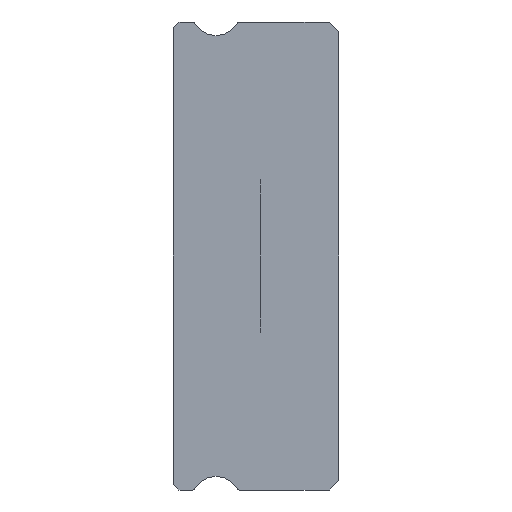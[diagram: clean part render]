
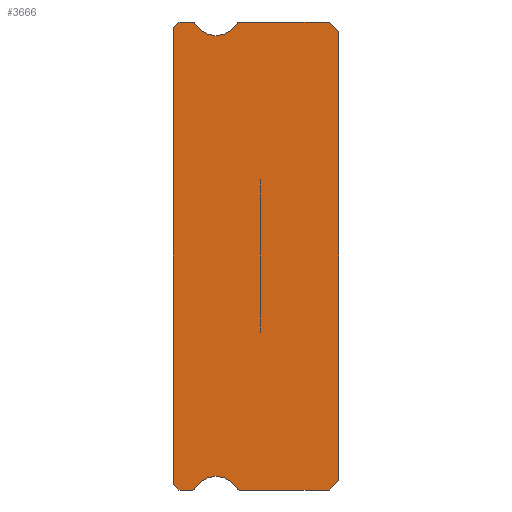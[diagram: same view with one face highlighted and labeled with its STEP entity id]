
A CAD part, left-side view. The second image highlights one B-rep face of the part: STEP entity #3666.
In plain terms, the highlighted planar face has unit normal (-1, 0, 0).
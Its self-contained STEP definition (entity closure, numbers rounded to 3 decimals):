
#35 = EDGE_CURVE ( 'NONE', #3328, #4890, #872, .T. ) ;
#177 = CIRCLE ( 'NONE', #3180, 0.15 ) ;
#201 = VERTEX_POINT ( 'NONE', #4972 ) ;
#255 = LINE ( 'NONE', #2936, #1012 ) ;
#307 = DIRECTION ( 'NONE',  ( 1., 0., 0. ) ) ;
#338 = ORIENTED_EDGE ( 'NONE', *, *, #3529, .T. ) ;
#433 = ORIENTED_EDGE ( 'NONE', *, *, #4187, .T. ) ;
#452 = LINE ( 'NONE', #2828, #3030 ) ;
#461 = CARTESIAN_POINT ( 'NONE',  ( -5., 7.512, -12. ) ) ;
#545 = PLANE ( 'NONE',  #4340 ) ;
#552 = EDGE_CURVE ( 'NONE', #4890, #201, #3455, .T. ) ;
#594 = CARTESIAN_POINT ( 'NONE',  ( -5., 0.5, -12. ) ) ;
#611 = ORIENTED_EDGE ( 'NONE', *, *, #1383, .F. ) ;
#663 = CARTESIAN_POINT ( 'NONE',  ( -5., 0., 11.5 ) ) ;
#690 = EDGE_CURVE ( 'NONE', #2082, #2886, #4111, .T. ) ;
#711 = DIRECTION ( 'NONE',  ( -1., 0., 0. ) ) ;
#729 = CARTESIAN_POINT ( 'NONE',  ( -5., 8.5, 11.7 ) ) ;
#738 = CARTESIAN_POINT ( 'NONE',  ( -5., 8.2, -12. ) ) ;
#760 = DIRECTION ( 'NONE',  ( 0., -0.707, -0.707 ) ) ;
#790 = DIRECTION ( 'NONE',  ( 0., 1., 0. ) ) ;
#807 = DIRECTION ( 'NONE',  ( 0., 0., -1. ) ) ;
#872 = LINE ( 'NONE', #1252, #4816 ) ;
#875 = VECTOR ( 'NONE', #1563, 1000. ) ;
#915 = ORIENTED_EDGE ( 'NONE', *, *, #3259, .F. ) ;
#925 = EDGE_CURVE ( 'NONE', #4806, #3328, #452, .T. ) ;
#1001 = DIRECTION ( 'NONE',  ( 0., 0., -1. ) ) ;
#1012 = VECTOR ( 'NONE', #4557, 1000. ) ;
#1030 = EDGE_CURVE ( 'NONE', #4806, #1322, #1654, .T. ) ;
#1083 = CARTESIAN_POINT ( 'NONE',  ( -5., 8.5, -11.7 ) ) ;
#1109 = CARTESIAN_POINT ( 'NONE',  ( -5., 5.088, -11.85 ) ) ;
#1162 = DIRECTION ( 'NONE',  ( 1., 0., 0. ) ) ;
#1219 = CARTESIAN_POINT ( 'NONE',  ( -5., 5.088, 11.85 ) ) ;
#1233 = EDGE_LOOP ( 'NONE', ( #2135, #3606, #433, #611, #3695, #2696, #2713, #3230, #1464, #2212, #3951, #5177, #3657, #915, #5090, #2853, #338 ) ) ;
#1252 = CARTESIAN_POINT ( 'NONE',  ( -5., 7.512, -12. ) ) ;
#1264 = EDGE_CURVE ( 'NONE', #3192, #1951, #3419, .T. ) ;
#1322 = VERTEX_POINT ( 'NONE', #663 ) ;
#1357 = VERTEX_POINT ( 'NONE', #4676 ) ;
#1383 = EDGE_CURVE ( 'NONE', #2883, #3969, #2566, .T. ) ;
#1464 = ORIENTED_EDGE ( 'NONE', *, *, #1030, .T. ) ;
#1465 = EDGE_CURVE ( 'NONE', #1875, #4079, #2006, .T. ) ;
#1483 = LINE ( 'NONE', #2789, #875 ) ;
#1563 = DIRECTION ( 'NONE',  ( 0., -0.707, -0.707 ) ) ;
#1654 = LINE ( 'NONE', #3283, #3967 ) ;
#1721 = EDGE_CURVE ( 'NONE', #3192, #4260, #2407, .T. ) ;
#1837 = CARTESIAN_POINT ( 'NONE',  ( -5., 7.512, 11.85 ) ) ;
#1865 = DIRECTION ( 'NONE',  ( 0., 0., -1. ) ) ;
#1875 = VERTEX_POINT ( 'NONE', #4041 ) ;
#1878 = CARTESIAN_POINT ( 'NONE',  ( -5., 5.217, 11.925 ) ) ;
#1951 = VERTEX_POINT ( 'NONE', #4893 ) ;
#1999 = VERTEX_POINT ( 'NONE', #2646 ) ;
#2006 = LINE ( 'NONE', #2434, #5294 ) ;
#2038 = LINE ( 'NONE', #4884, #4509 ) ;
#2082 = VERTEX_POINT ( 'NONE', #1083 ) ;
#2101 = VERTEX_POINT ( 'NONE', #1878 ) ;
#2125 = DIRECTION ( 'NONE',  ( 0., 0., -1. ) ) ;
#2135 = ORIENTED_EDGE ( 'NONE', *, *, #690, .F. ) ;
#2163 = AXIS2_PLACEMENT_3D ( 'NONE', #3880, #2234, #3434 ) ;
#2183 = DIRECTION ( 'NONE',  ( 1., 0., 0. ) ) ;
#2212 = ORIENTED_EDGE ( 'NONE', *, *, #3045, .F. ) ;
#2234 = DIRECTION ( 'NONE',  ( -1., 0., 0. ) ) ;
#2235 = FACE_OUTER_BOUND ( 'NONE', #1233, .T. ) ;
#2252 = VECTOR ( 'NONE', #3501, 1000. ) ;
#2266 = AXIS2_PLACEMENT_3D ( 'NONE', #1109, #1162, #4828 ) ;
#2407 = CIRCLE ( 'NONE', #4942, 0.15 ) ;
#2408 = CARTESIAN_POINT ( 'NONE',  ( -5., 7.512, -11.85 ) ) ;
#2434 = CARTESIAN_POINT ( 'NONE',  ( -5., 7.512, 12. ) ) ;
#2436 = CARTESIAN_POINT ( 'NONE',  ( -5., 7.383, 11.925 ) ) ;
#2470 = CARTESIAN_POINT ( 'NONE',  ( -5., 8.5, 11.85 ) ) ;
#2474 = EDGE_CURVE ( 'NONE', #1999, #2101, #2750, .T. ) ;
#2566 = CIRCLE ( 'NONE', #5023, 0.15 ) ;
#2646 = CARTESIAN_POINT ( 'NONE',  ( -5., 6.3, 11.3 ) ) ;
#2696 = ORIENTED_EDGE ( 'NONE', *, *, #552, .F. ) ;
#2713 = ORIENTED_EDGE ( 'NONE', *, *, #35, .F. ) ;
#2750 = CIRCLE ( 'NONE', #3174, 1.25 ) ;
#2770 = EDGE_CURVE ( 'NONE', #201, #2883, #3945, .T. ) ;
#2789 = CARTESIAN_POINT ( 'NONE',  ( -5., 0.5, 12. ) ) ;
#2799 = DIRECTION ( 'NONE',  ( 0., -1., 0. ) ) ;
#2821 = DIRECTION ( 'NONE',  ( 0., 0., -1. ) ) ;
#2828 = CARTESIAN_POINT ( 'NONE',  ( -5., 0., -11.5 ) ) ;
#2853 = ORIENTED_EDGE ( 'NONE', *, *, #1264, .T. ) ;
#2883 = VERTEX_POINT ( 'NONE', #4613 ) ;
#2886 = VERTEX_POINT ( 'NONE', #729 ) ;
#2890 = DIRECTION ( 'NONE',  ( -1., 0., 0. ) ) ;
#2922 = CARTESIAN_POINT ( 'NONE',  ( -5., 0., -11.5 ) ) ;
#2936 = CARTESIAN_POINT ( 'NONE',  ( -5., 7.512, -12. ) ) ;
#3030 = VECTOR ( 'NONE', #4876, 1000. ) ;
#3045 = EDGE_CURVE ( 'NONE', #4079, #1322, #1483, .T. ) ;
#3174 = AXIS2_PLACEMENT_3D ( 'NONE', #4386, #711, #2821 ) ;
#3180 = AXIS2_PLACEMENT_3D ( 'NONE', #1219, #4512, #2125 ) ;
#3192 = VERTEX_POINT ( 'NONE', #4861 ) ;
#3230 = ORIENTED_EDGE ( 'NONE', *, *, #925, .F. ) ;
#3250 = EDGE_CURVE ( 'NONE', #2101, #1875, #177, .T. ) ;
#3259 = EDGE_CURVE ( 'NONE', #4260, #1999, #3860, .T. ) ;
#3283 = CARTESIAN_POINT ( 'NONE',  ( -5., 0., 11.5 ) ) ;
#3328 = VERTEX_POINT ( 'NONE', #594 ) ;
#3419 = LINE ( 'NONE', #4705, #2252 ) ;
#3434 = DIRECTION ( 'NONE',  ( 0., 0., -1. ) ) ;
#3455 = CIRCLE ( 'NONE', #2266, 0.15 ) ;
#3501 = DIRECTION ( 'NONE',  ( 0., 1., 0. ) ) ;
#3529 = EDGE_CURVE ( 'NONE', #1951, #2886, #2038, .T. ) ;
#3606 = ORIENTED_EDGE ( 'NONE', *, *, #4645, .T. ) ;
#3657 = ORIENTED_EDGE ( 'NONE', *, *, #2474, .F. ) ;
#3666 = ADVANCED_FACE ( 'NONE', ( #2235 ), #545, .F. ) ;
#3675 = LINE ( 'NONE', #738, #4577 ) ;
#3695 = ORIENTED_EDGE ( 'NONE', *, *, #2770, .F. ) ;
#3860 = CIRCLE ( 'NONE', #5205, 1.25 ) ;
#3880 = CARTESIAN_POINT ( 'NONE',  ( -5., 6.3, -12.55 ) ) ;
#3945 = CIRCLE ( 'NONE', #2163, 1.25 ) ;
#3951 = ORIENTED_EDGE ( 'NONE', *, *, #1465, .F. ) ;
#3967 = VECTOR ( 'NONE', #4903, 1000. ) ;
#3969 = VERTEX_POINT ( 'NONE', #461 ) ;
#3971 = DIRECTION ( 'NONE',  ( 0., 0., -1. ) ) ;
#4041 = CARTESIAN_POINT ( 'NONE',  ( -5., 5.088, 12. ) ) ;
#4079 = VERTEX_POINT ( 'NONE', #4288 ) ;
#4111 = LINE ( 'NONE', #2470, #4294 ) ;
#4187 = EDGE_CURVE ( 'NONE', #1357, #3969, #255, .T. ) ;
#4260 = VERTEX_POINT ( 'NONE', #2436 ) ;
#4288 = CARTESIAN_POINT ( 'NONE',  ( -5., 0.5, 12. ) ) ;
#4294 = VECTOR ( 'NONE', #4576, 1000. ) ;
#4340 = AXIS2_PLACEMENT_3D ( 'NONE', #4965, #2183, #1001 ) ;
#4386 = CARTESIAN_POINT ( 'NONE',  ( -5., 6.3, 12.55 ) ) ;
#4449 = DIRECTION ( 'NONE',  ( 0., 0.707, -0.707 ) ) ;
#4509 = VECTOR ( 'NONE', #4449, 1000. ) ;
#4512 = DIRECTION ( 'NONE',  ( 1., 0., 0. ) ) ;
#4557 = DIRECTION ( 'NONE',  ( 0., -1., 0. ) ) ;
#4576 = DIRECTION ( 'NONE',  ( 0., 0., 1. ) ) ;
#4577 = VECTOR ( 'NONE', #760, 1000. ) ;
#4613 = CARTESIAN_POINT ( 'NONE',  ( -5., 7.383, -11.925 ) ) ;
#4645 = EDGE_CURVE ( 'NONE', #2082, #1357, #3675, .T. ) ;
#4676 = CARTESIAN_POINT ( 'NONE',  ( -5., 8.2, -12. ) ) ;
#4701 = DIRECTION ( 'NONE',  ( 1., 0., 0. ) ) ;
#4705 = CARTESIAN_POINT ( 'NONE',  ( -5., 8.2, 12. ) ) ;
#4806 = VERTEX_POINT ( 'NONE', #2922 ) ;
#4816 = VECTOR ( 'NONE', #790, 1000. ) ;
#4828 = DIRECTION ( 'NONE',  ( 0., 0., -1. ) ) ;
#4861 = CARTESIAN_POINT ( 'NONE',  ( -5., 7.512, 12. ) ) ;
#4876 = DIRECTION ( 'NONE',  ( 0., 0.707, -0.707 ) ) ;
#4884 = CARTESIAN_POINT ( 'NONE',  ( -5., 8.5, 11.7 ) ) ;
#4890 = VERTEX_POINT ( 'NONE', #5139 ) ;
#4893 = CARTESIAN_POINT ( 'NONE',  ( -5., 8.2, 12. ) ) ;
#4903 = DIRECTION ( 'NONE',  ( 0., 0., 1. ) ) ;
#4912 = CARTESIAN_POINT ( 'NONE',  ( -5., 6.3, 12.55 ) ) ;
#4942 = AXIS2_PLACEMENT_3D ( 'NONE', #1837, #4701, #1865 ) ;
#4965 = CARTESIAN_POINT ( 'NONE',  ( -5., 7.512, 11.85 ) ) ;
#4972 = CARTESIAN_POINT ( 'NONE',  ( -5., 5.217, -11.925 ) ) ;
#5023 = AXIS2_PLACEMENT_3D ( 'NONE', #2408, #307, #3971 ) ;
#5090 = ORIENTED_EDGE ( 'NONE', *, *, #1721, .F. ) ;
#5139 = CARTESIAN_POINT ( 'NONE',  ( -5., 5.088, -12. ) ) ;
#5177 = ORIENTED_EDGE ( 'NONE', *, *, #3250, .F. ) ;
#5205 = AXIS2_PLACEMENT_3D ( 'NONE', #4912, #2890, #807 ) ;
#5294 = VECTOR ( 'NONE', #2799, 1000. ) ;
